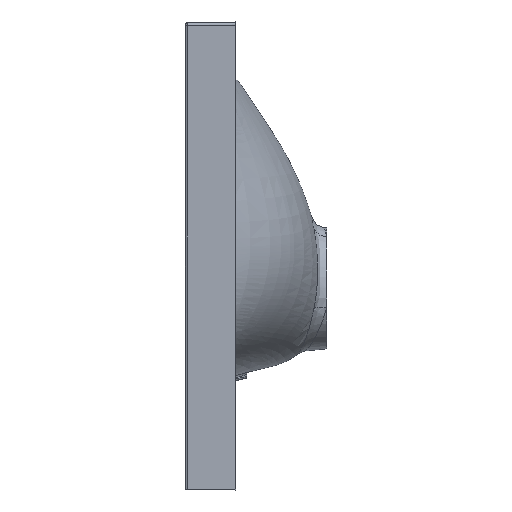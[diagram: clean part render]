
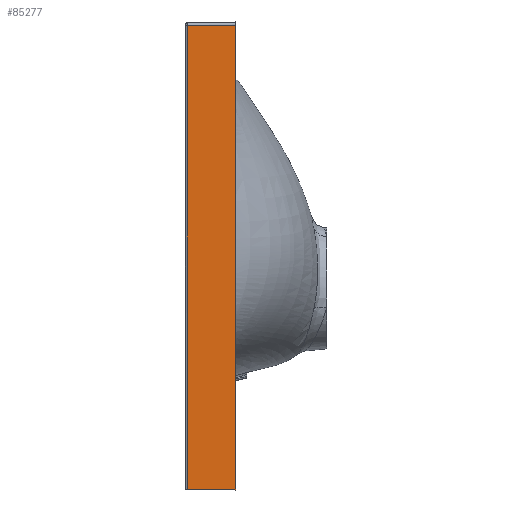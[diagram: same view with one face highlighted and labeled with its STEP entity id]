
A CAD part, left-side view. The second image highlights one B-rep face of the part: STEP entity #85277.
In plain terms, the highlighted planar face has unit normal (-1, 0.018, 0).
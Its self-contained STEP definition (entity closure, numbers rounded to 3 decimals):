
#3670 = CARTESIAN_POINT ( 'NONE',  ( -305.001, 69.948, 261.001 ) ) ;
#4636 = DIRECTION ( 'NONE',  ( -1., 0.017, 0. ) ) ;
#4671 = CARTESIAN_POINT ( 'NONE',  ( -305., 70., -200. ) ) ;
#5300 = VERTEX_POINT ( 'NONE', #80494 ) ;
#5550 = AXIS2_PLACEMENT_3D ( 'NONE', #66263, #4636, #32090 ) ;
#10857 = CARTESIAN_POINT ( 'NONE',  ( -305., 70., 264. ) ) ;
#11380 = FACE_OUTER_BOUND ( 'NONE', #49894, .T. ) ;
#11758 = EDGE_CURVE ( 'NONE', #85264, #52087, #72484, .T. ) ;
#16040 = VECTOR ( 'NONE', #38310, 1000. ) ;
#19566 = VERTEX_POINT ( 'NONE', #55749 ) ;
#20294 = DIRECTION ( 'NONE',  ( 0.017, 1., 0.017 ) ) ;
#23063 = LINE ( 'NONE', #50507, #64379 ) ;
#31124 = DIRECTION ( 'NONE',  ( -0.017, -1., 0.017 ) ) ;
#32090 = DIRECTION ( 'NONE',  ( 0.017, 1., 0. ) ) ;
#32788 = EDGE_CURVE ( 'NONE', #52087, #19566, #54488, .T. ) ;
#38310 = DIRECTION ( 'NONE',  ( 0., 0., -1. ) ) ;
#38832 = PLANE ( 'NONE',  #5550 ) ;
#47100 = EDGE_CURVE ( 'NONE', #5300, #85264, #65304, .T. ) ;
#49894 = EDGE_LOOP ( 'NONE', ( #59778, #68383, #83613, #78701 ) ) ;
#50507 = CARTESIAN_POINT ( 'NONE',  ( -304.162, 118.035, 264. ) ) ;
#52087 = VERTEX_POINT ( 'NONE', #4671 ) ;
#52814 = VECTOR ( 'NONE', #31124, 1000. ) ;
#54488 = LINE ( 'NONE', #81918, #80996 ) ;
#55749 = CARTESIAN_POINT ( 'NONE',  ( -304.162, 118.035, -199.162 ) ) ;
#59778 = ORIENTED_EDGE ( 'NONE', *, *, #32788, .F. ) ;
#63044 = EDGE_CURVE ( 'NONE', #19566, #5300, #23063, .T. ) ;
#64379 = VECTOR ( 'NONE', #77946, 1000. ) ;
#65304 = LINE ( 'NONE', #3670, #52814 ) ;
#66263 = CARTESIAN_POINT ( 'NONE',  ( -305., 70., 264. ) ) ;
#68383 = ORIENTED_EDGE ( 'NONE', *, *, #11758, .F. ) ;
#72484 = LINE ( 'NONE', #10857, #16040 ) ;
#73008 = CARTESIAN_POINT ( 'NONE',  ( -305., 70., 261. ) ) ;
#77946 = DIRECTION ( 'NONE',  ( 0., 0., 1. ) ) ;
#78701 = ORIENTED_EDGE ( 'NONE', *, *, #63044, .F. ) ;
#80494 = CARTESIAN_POINT ( 'NONE',  ( -304.162, 118.035, 260.162 ) ) ;
#80996 = VECTOR ( 'NONE', #20294, 1000. ) ;
#81918 = CARTESIAN_POINT ( 'NONE',  ( -304.859, 78.094, -199.859 ) ) ;
#83613 = ORIENTED_EDGE ( 'NONE', *, *, #47100, .F. ) ;
#85264 = VERTEX_POINT ( 'NONE', #73008 ) ;
#85277 = ADVANCED_FACE ( 'NONE', ( #11380 ), #38832, .T. ) ;
